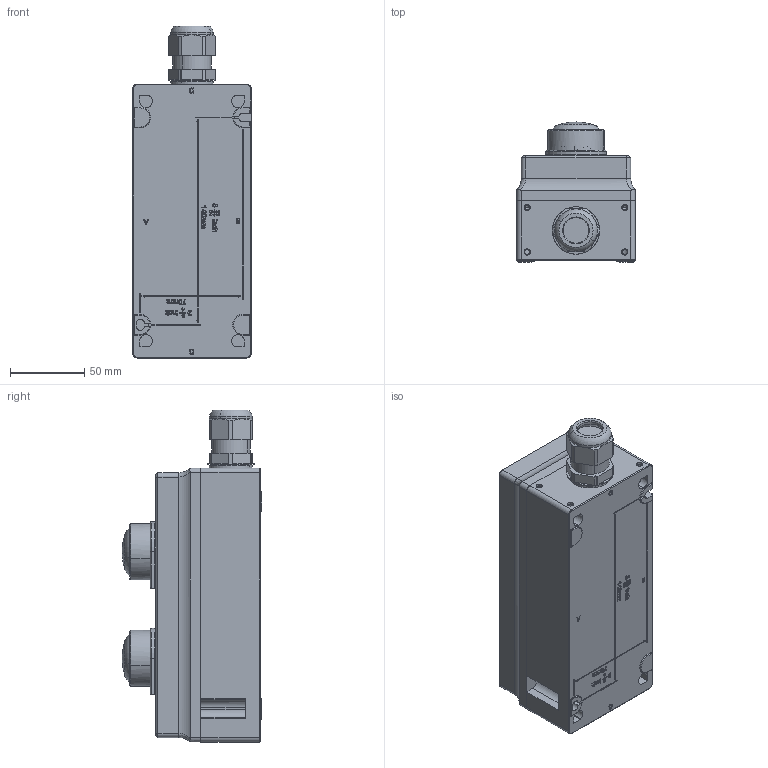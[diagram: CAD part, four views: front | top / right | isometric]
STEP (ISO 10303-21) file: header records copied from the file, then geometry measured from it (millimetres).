
FILE_DESCRIPTION (( 'STEP AP203' ), '1' );
FILE_NAME ('8040_1380_-54-54.STEP', '2014-10-10T08:43:35', ( '' ), ( '' ), 'SwSTEP 2.0', 'SolidWorks 2014', '' );
FILE_SCHEMA (( 'CONFIG_CONTROL_DESIGN' ));
Length unit declared in the file: millimetre
Products named in the file (21): 81_610_78_01_0_Hutmutter_Vereinfacht; 86_029_18_58_0_gr］ ohne Text; Anschlussgewindedichtung_M25; 86_029_07_95_0; 80_409_06_04_0_mit Bohrung f〉 M25 80_409_09_04_0; Staubschutzkappe_M25; 86_028_03_58_0_AD_3d export; 80_409_09_04_0_mit Bohrungen f〉 M25; 81_610_78_01_0_Vereinfacht; 86_029_04_80_0; 80_400_09_04_0_3d export; 86_029_10_85_6; 509_626_0; 80_409_03_05_6_2x Taster 3d export; 8040_1380_-54-54; 81_610_78_01_0_Stutzen_Vereinfacht; 80_409_08_05_0_3d export; 81_610_78_01_0_Dichtung; 80_409_15_05_0_3d export; 81_610_78_01_0_Reduzierdichtung; 86_029_24_58_0_3d export
Assembly tree (25 placements, depth 4):
  8040_1380_-54-54
    80_400_09_04_0_3d export
      80_409_09_04_0_mit Bohrungen f〉 M25
        80_409_06_04_0_mit Bohrung f〉 M25 80_409_09_04_0
    80_409_15_05_0_3d export
      80_409_08_05_0_3d export
        80_409_03_05_6_2x Taster 3d export
    86_028_03_58_0_AD_3d export  x2
      86_029_24_58_0_3d export
      86_029_18_58_0_gr］ ohne Text
      86_029_07_95_0
    86_029_04_80_0  x2
    509_626_0  x4
    81_610_78_01_0_Vereinfacht
      81_610_78_01_0_Stutzen_Vereinfacht
      81_610_78_01_0_Dichtung
      81_610_78_01_0_Reduzierdichtung
      81_610_78_01_0_Hutmutter_Vereinfacht
      Anschlussgewindedichtung_M25
      Staubschutzkappe_M25
    86_029_10_85_6
Bounding box: 80 x 94.4 x 224.31 mm (x, y, z)
Volume: 281203.4 mm3; surface area: 186966.6 mm2
Topology: 21 solids, 21 shells, 2511 faces, 6472 edges, 4112 vertices
Faces by surface type: plane 1126, cylinder 529, cone 306, bspline 306, torus 208, sphere 36
Entity records: 84365 total; most frequent: CARTESIAN_POINT 30473, ORIENTED_EDGE 11192, DIRECTION 10027, EDGE_CURVE 5596, VERTEX_POINT 3580, AXIS2_PLACEMENT_3D 3427, VECTOR 3173, LINE 3173
